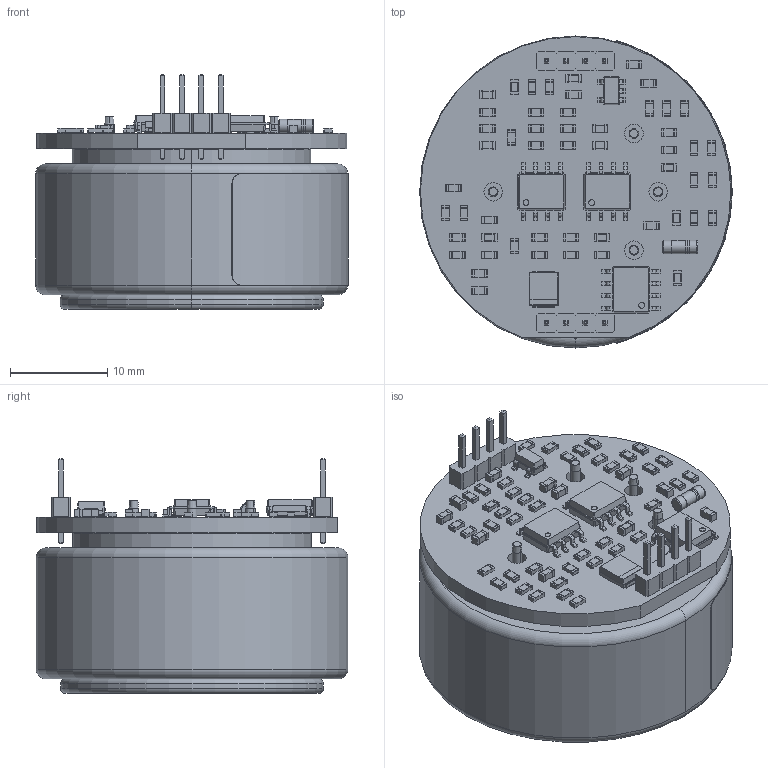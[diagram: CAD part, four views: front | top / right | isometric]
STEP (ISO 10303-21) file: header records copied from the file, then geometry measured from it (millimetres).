
FILE_DESCRIPTION(('KiCad electronic assembly'),'2;1');
FILE_NAME('OGS_B4_ISB1.step','2024-09-09T17:28:49',('Pcbnew'),('Kicad'), 'Open CASCADE STEP processor 7.8','KiCad to STEP converter','Unknown' );
FILE_SCHEMA(('AUTOMOTIVE_DESIGN { 1 0 10303 214 1 1 1 1 }'));
Length unit declared in the file: millimetre
Products named in the file (20): OGS_B4_ISB1 1; C_0603_1608Metric; R_0603_1608Metric; SOIC-8_3.9x4.9mm_P1.27mm; SOIC_8_39x49mm_P127mm; CP_EIA-3528-12_Kemet-T; CP_EIA_3528_12_Kemet_T; SOT-23-5; SOT_23_5; D_MiniMELF; D_MiniMELF_Standard; PinHeader_1x04_P2.00mm_Vertical; PinHeader_1x04_P200mm_Vertical; Alphasesnse-B4; OX-B431; SOT-23; SOT_23; OGS_B4_ISB1_PCB
Assembly tree (73 placements, depth 3):
  OGS_B4_ISB1 1
    C_0603_1608Metric  x12
      C_0603_1608Metric
    R_0603_1608Metric  x41
      R_0603_1608Metric
    SOIC-8_3.9x4.9mm_P1.27mm  x3
      SOIC_8_39x49mm_P127mm
    CP_EIA-3528-12_Kemet-T
      CP_EIA_3528_12_Kemet_T
    SOT-23-5
      SOT_23_5
    D_MiniMELF
      D_MiniMELF_Standard
    PinHeader_1x04_P2.00mm_Vertical  x2
      PinHeader_1x04_P200mm_Vertical
    Alphasesnse-B4
      OX-B431
    SOT-23
      SOT_23
    OGS_B4_ISB1_PCB
Bounding box: 32.23 x 32.15 x 24.2 mm (x, y, z)
Volume: 12972.7 mm3; surface area: 9550.6 mm2
Topology: 74 solids, 74 shells, 2428 faces, 6161 edges, 3937 vertices
Faces by surface type: plane 1574, cylinder 670, bspline 160, torus 14, cone 8, revolution 2
Full cylindrical faces by diameter (mm): 0.6 x3, 0.8 x8, 1.35 x2, 1.4 x3, 1.9 x4
Entity records: 24325 total; most frequent: CARTESIAN_POINT 4406, ORIENTED_EDGE 3210, DIRECTION 3114, EDGE_CURVE 1605, LINE 1138, VECTOR 1138, VERTEX_POINT 1001, AXIS2_PLACEMENT_3D 987
